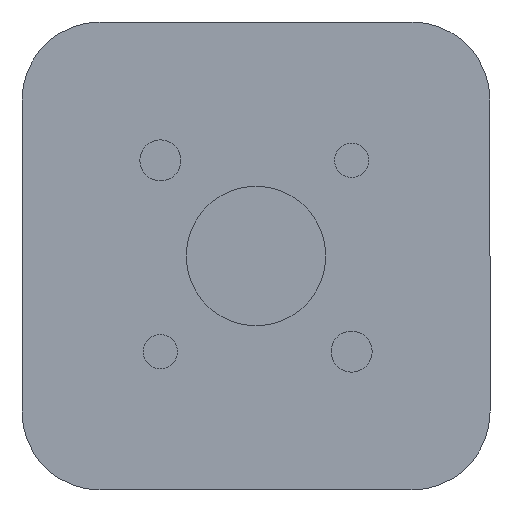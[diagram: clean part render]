
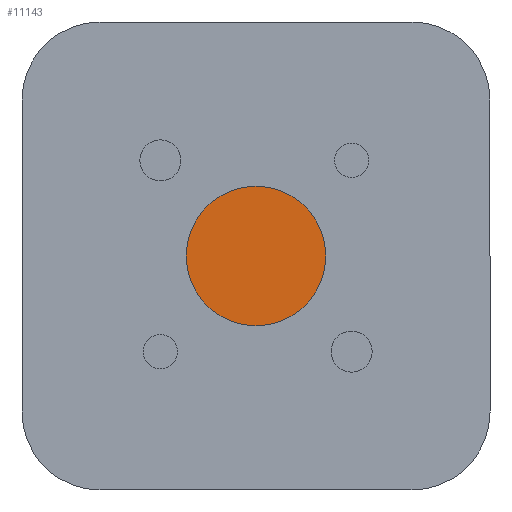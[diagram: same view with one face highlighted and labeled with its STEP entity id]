
A CAD part, left-side view. The second image highlights one B-rep face of the part: STEP entity #11143.
In plain terms, the highlighted planar face has unit normal (-1, 0, 0).
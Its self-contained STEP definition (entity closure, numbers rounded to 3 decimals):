
#571 = EDGE_LOOP ( 'NONE', ( #2003, #1714 ) ) ;
#1119 = EDGE_CURVE ( 'NONE', #10531, #10538, #7067, .T. ) ;
#1142 = EDGE_CURVE ( 'NONE', #10538, #10531, #7100, .T. ) ;
#1637 = AXIS2_PLACEMENT_3D ( 'NONE', #6311, #6313, #6314 ) ;
#1653 = AXIS2_PLACEMENT_3D ( 'NONE', #6365, #7492, #7493 ) ;
#1714 = ORIENTED_EDGE ( 'NONE', *, *, #1119, .T. ) ;
#2003 = ORIENTED_EDGE ( 'NONE', *, *, #1142, .T. ) ;
#2595 = AXIS2_PLACEMENT_3D ( 'NONE', #4784, #4793, #4794 ) ;
#3382 = FACE_OUTER_BOUND ( 'NONE', #571, .T. ) ;
#4738 = PLANE ( 'NONE',  #2595 ) ;
#4784 = CARTESIAN_POINT ( 'NONE',  ( -21.321, 8.5, 0. ) ) ;
#4793 = DIRECTION ( 'NONE',  ( 1., 0., 0. ) ) ;
#4794 = DIRECTION ( 'NONE',  ( 0., 0., -1. ) ) ;
#6311 = CARTESIAN_POINT ( 'NONE',  ( -21.321, 0., 0. ) ) ;
#6313 = DIRECTION ( 'NONE',  ( -1., 0., 0. ) ) ;
#6314 = DIRECTION ( 'NONE',  ( 0., 0., 1. ) ) ;
#6365 = CARTESIAN_POINT ( 'NONE',  ( -21.321, 0., 0. ) ) ;
#7067 = CIRCLE ( 'NONE', #1637, 8.5 ) ;
#7100 = CIRCLE ( 'NONE', #1653, 8.5 ) ;
#7492 = DIRECTION ( 'NONE',  ( -1., 0., 0. ) ) ;
#7493 = DIRECTION ( 'NONE',  ( 0., 0., 1. ) ) ;
#8654 = CARTESIAN_POINT ( 'NONE',  ( -21.321, 0., -8.5 ) ) ;
#8660 = CARTESIAN_POINT ( 'NONE',  ( -21.321, 0., 8.5 ) ) ;
#10531 = VERTEX_POINT ( 'NONE', #8654 ) ;
#10538 = VERTEX_POINT ( 'NONE', #8660 ) ;
#11143 = ADVANCED_FACE ( 'NONE', ( #3382 ), #4738, .F. ) ;
